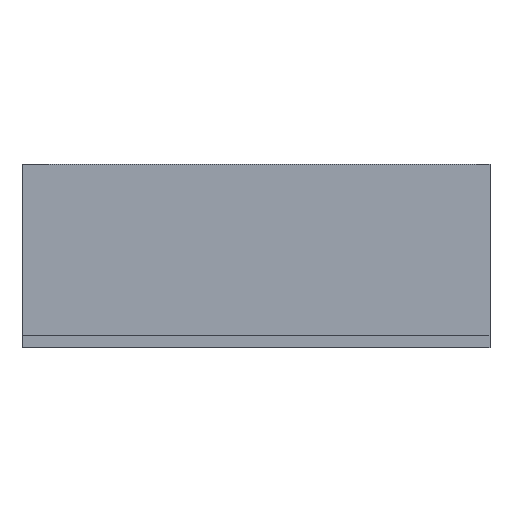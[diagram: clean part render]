
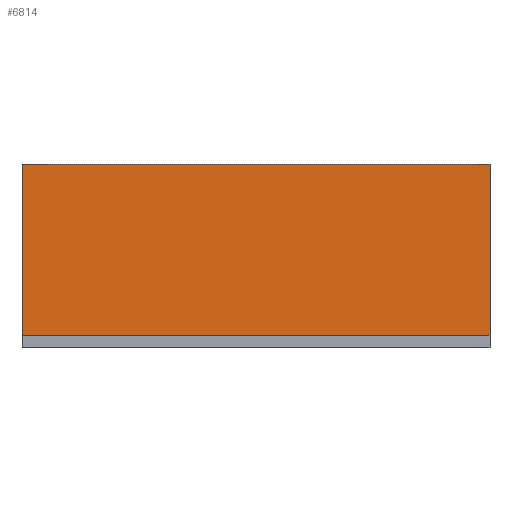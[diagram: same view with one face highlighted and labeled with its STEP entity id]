
A CAD part, front view. The second image highlights one B-rep face of the part: STEP entity #6814.
In plain terms, the highlighted planar face has unit normal (0, -1, 0).
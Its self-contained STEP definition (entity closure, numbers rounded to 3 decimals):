
#99 = CARTESIAN_POINT ( 'NONE',  ( -5.625, -7.5, 4.42 ) ) ;
#294 = DIRECTION ( 'NONE',  ( 0., 0., 1. ) ) ;
#1238 = ORIENTED_EDGE ( 'NONE', *, *, #6302, .F. ) ;
#1701 = LINE ( 'NONE', #14296, #2573 ) ;
#1728 = AXIS2_PLACEMENT_3D ( 'NONE', #99, #10448, #294 ) ;
#1871 = DIRECTION ( 'NONE',  ( 1., 0., 0. ) ) ;
#1954 = VECTOR ( 'NONE', #1871, 1000. ) ;
#2221 = VECTOR ( 'NONE', #6681, 1000. ) ;
#2306 = EDGE_CURVE ( 'NONE', #5020, #10082, #14658, .T. ) ;
#2378 = CARTESIAN_POINT ( 'NONE',  ( 5.625, -7.5, 4.42 ) ) ;
#2573 = VECTOR ( 'NONE', #7381, 1000. ) ;
#3338 = CARTESIAN_POINT ( 'NONE',  ( 0., -7.5, 4.42 ) ) ;
#3938 = VERTEX_POINT ( 'NONE', #5782 ) ;
#4630 = EDGE_LOOP ( 'NONE', ( #5194, #8167, #1238, #4805 ) ) ;
#4805 = ORIENTED_EDGE ( 'NONE', *, *, #13723, .T. ) ;
#4917 = CARTESIAN_POINT ( 'NONE',  ( -5.625, -7.5, 4.42 ) ) ;
#5020 = VERTEX_POINT ( 'NONE', #4917 ) ;
#5194 = ORIENTED_EDGE ( 'NONE', *, *, #14538, .T. ) ;
#5782 = CARTESIAN_POINT ( 'NONE',  ( -5.625, -7.5, 0.3 ) ) ;
#6302 = EDGE_CURVE ( 'NONE', #3938, #5020, #1701, .T. ) ;
#6681 = DIRECTION ( 'NONE',  ( 0., 0., 1. ) ) ;
#6814 = ADVANCED_FACE ( 'NONE', ( #7208 ), #11775, .F. ) ;
#7208 = FACE_OUTER_BOUND ( 'NONE', #4630, .T. ) ;
#7381 = DIRECTION ( 'NONE',  ( 0., 0., 1. ) ) ;
#7721 = CARTESIAN_POINT ( 'NONE',  ( 5.625, -7.5, 4.42 ) ) ;
#8167 = ORIENTED_EDGE ( 'NONE', *, *, #2306, .F. ) ;
#8588 = LINE ( 'NONE', #12081, #1954 ) ;
#9431 = LINE ( 'NONE', #7721, #2221 ) ;
#10082 = VERTEX_POINT ( 'NONE', #2378 ) ;
#10273 = CARTESIAN_POINT ( 'NONE',  ( 5.625, -7.5, 0.3 ) ) ;
#10330 = VECTOR ( 'NONE', #13797, 1000. ) ;
#10448 = DIRECTION ( 'NONE',  ( 0., 1., 0. ) ) ;
#11775 = PLANE ( 'NONE',  #1728 ) ;
#12081 = CARTESIAN_POINT ( 'NONE',  ( 0., -7.5, 0.3 ) ) ;
#13427 = VERTEX_POINT ( 'NONE', #10273 ) ;
#13723 = EDGE_CURVE ( 'NONE', #3938, #13427, #8588, .T. ) ;
#13797 = DIRECTION ( 'NONE',  ( 1., 0., 0. ) ) ;
#14296 = CARTESIAN_POINT ( 'NONE',  ( -5.625, -7.5, 4.42 ) ) ;
#14538 = EDGE_CURVE ( 'NONE', #13427, #10082, #9431, .T. ) ;
#14658 = LINE ( 'NONE', #3338, #10330 ) ;
